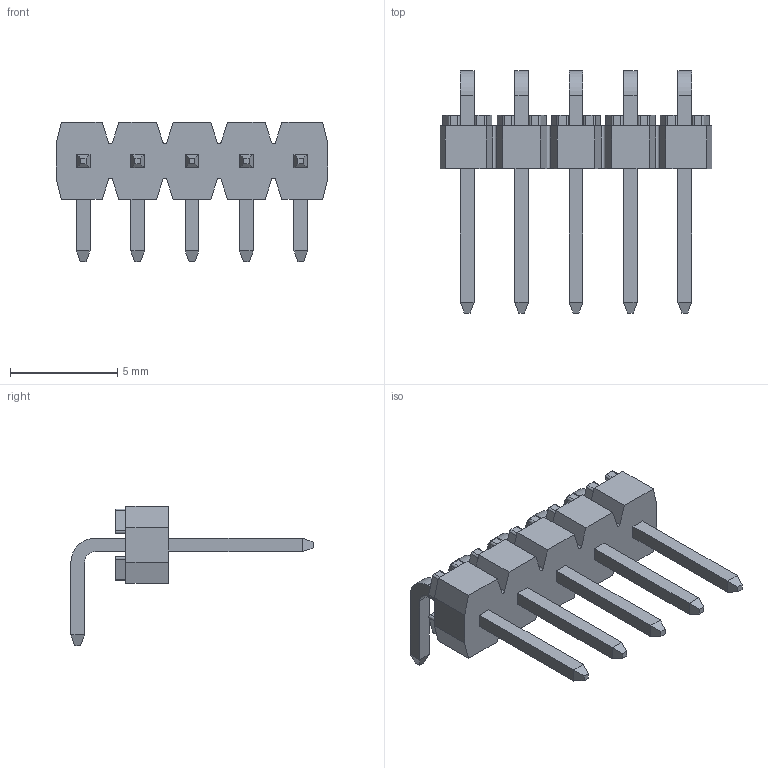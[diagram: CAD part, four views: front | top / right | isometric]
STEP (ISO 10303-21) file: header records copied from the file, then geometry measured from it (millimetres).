
FILE_DESCRIPTION (( 'STEP AP214' ), '1' );
FILE_NAME ('Molex 90121-0765.STEP', '2023-08-11T21:31:04', ( '' ), ( '' ), 'SwSTEP 2.0', 'SolidWorks 2018', '' );
FILE_SCHEMA (( 'AUTOMOTIVE_DESIGN' ));
Length unit declared in the file: millimetre
Products named in the file (1): Molex 90121-0765
Bounding box: 12.7 x 11.32 x 6.5 mm (x, y, z)
Volume: 115.3 mm3; surface area: 365.2 mm2
Topology: 1 solids, 1 shells, 352 faces, 920 edges, 600 vertices
Faces by surface type: plane 234, cylinder 118
Entity records: 14666 total; most frequent: CARTESIAN_POINT 1873, DIRECTION 1862, ORIENTED_EDGE 1840, EDGE_CURVE 920, LINE 684, VECTOR 684, VERTEX_POINT 600, AXIS2_PLACEMENT_3D 589
